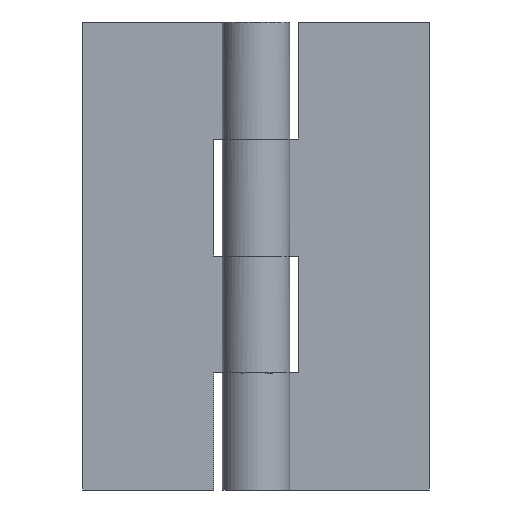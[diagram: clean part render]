
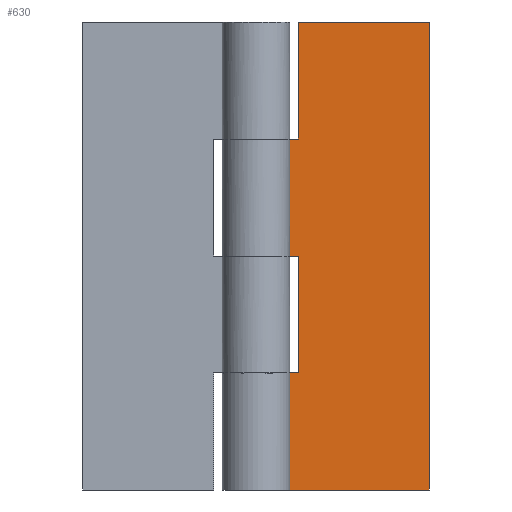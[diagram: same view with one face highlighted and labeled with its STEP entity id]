
A CAD part, front view. The second image highlights one B-rep face of the part: STEP entity #630.
In plain terms, the highlighted free-form (B-spline) face has degree [1, 1] with [2, 2] control points.
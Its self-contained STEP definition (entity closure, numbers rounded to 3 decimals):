
#49=CARTESIAN_POINT('',(2.25,1.0,25.0));
#50=VERTEX_POINT('',#49);
#65=CARTESIAN_POINT('',(2.25,1.0,18.75));
#66=VERTEX_POINT('',#65);
#72=CARTESIAN_POINT('',(2.25,1.0,25.0));
#73=CARTESIAN_POINT('',(2.25,1.0,18.75));
#74=QUASI_UNIFORM_CURVE('',1,(#72,#73),.UNSPECIFIED.,.F.,.U.);
#75=EDGE_CURVE('',#50,#66,#74,.T.);
#115=CARTESIAN_POINT('',(0.0,1.0,18.75));
#116=VERTEX_POINT('',#115);
#136=CARTESIAN_POINT('',(2.25,1.0,18.75));
#137=CARTESIAN_POINT('',(0.0,1.0,18.75));
#138=QUASI_UNIFORM_CURVE('',1,(#136,#137),.UNSPECIFIED.,.F.,.U.);
#139=EDGE_CURVE('',#66,#116,#138,.T.);
#178=CARTESIAN_POINT('',(2.25,1.0,12.5));
#179=VERTEX_POINT('',#178);
#185=CARTESIAN_POINT('',(0.0,1.0,12.5));
#186=VERTEX_POINT('',#185);
#187=CARTESIAN_POINT('',(0.0,1.0,12.5));
#188=CARTESIAN_POINT('',(2.25,1.0,12.5));
#189=QUASI_UNIFORM_CURVE('',1,(#187,#188),.UNSPECIFIED.,.F.,.U.);
#190=EDGE_CURVE('',#186,#179,#189,.T.);
#255=CARTESIAN_POINT('',(2.25,1.0,6.25));
#256=VERTEX_POINT('',#255);
#262=CARTESIAN_POINT('',(2.25,1.0,12.5));
#263=CARTESIAN_POINT('',(2.25,1.0,6.25));
#264=QUASI_UNIFORM_CURVE('',1,(#262,#263),.UNSPECIFIED.,.F.,.U.);
#265=EDGE_CURVE('',#179,#256,#264,.T.);
#305=CARTESIAN_POINT('',(0.0,1.0,6.25));
#306=VERTEX_POINT('',#305);
#326=CARTESIAN_POINT('',(2.25,1.0,6.25));
#327=CARTESIAN_POINT('',(0.0,1.0,6.25));
#328=QUASI_UNIFORM_CURVE('',1,(#326,#327),.UNSPECIFIED.,.F.,.U.);
#329=EDGE_CURVE('',#256,#306,#328,.T.);
#382=CARTESIAN_POINT('',(9.25,1.0,0.0));
#383=VERTEX_POINT('',#382);
#389=CARTESIAN_POINT('',(0.0,1.0,0.0));
#390=VERTEX_POINT('',#389);
#391=CARTESIAN_POINT('',(9.25,1.0,0.0));
#392=CARTESIAN_POINT('',(0.0,1.0,0.0));
#393=QUASI_UNIFORM_CURVE('',1,(#391,#392),.UNSPECIFIED.,.F.,.U.);
#394=EDGE_CURVE('',#383,#390,#393,.T.);
#438=CARTESIAN_POINT('',(9.25,1.0,25.0));
#439=VERTEX_POINT('',#438);
#445=CARTESIAN_POINT('',(9.25,1.0,25.0));
#446=CARTESIAN_POINT('',(9.25,1.0,0.0));
#447=QUASI_UNIFORM_CURVE('',1,(#445,#446),.UNSPECIFIED.,.F.,.U.);
#448=EDGE_CURVE('',#439,#383,#447,.T.);
#498=CARTESIAN_POINT('',(0.0,1.0,6.25));
#499=CARTESIAN_POINT('',(0.0,1.0,0.0));
#500=QUASI_UNIFORM_CURVE('',1,(#498,#499),.UNSPECIFIED.,.F.,.U.);
#501=EDGE_CURVE('',#306,#390,#500,.T.);
#546=CARTESIAN_POINT('',(9.25,1.0,25.0));
#547=CARTESIAN_POINT('',(2.25,1.0,25.0));
#548=QUASI_UNIFORM_CURVE('',1,(#546,#547),.UNSPECIFIED.,.F.,.U.);
#549=EDGE_CURVE('',#439,#50,#548,.T.);
#605=CARTESIAN_POINT('',(0.0,1.0,18.75));
#606=CARTESIAN_POINT('',(0.0,1.0,12.5));
#607=QUASI_UNIFORM_CURVE('',1,(#605,#606),.UNSPECIFIED.,.F.,.U.);
#608=EDGE_CURVE('',#116,#186,#607,.T.);
#613=CARTESIAN_POINT('',(-0.462,1.0,26.249));
#614=CARTESIAN_POINT('',(-0.462,1.0,-1.249));
#615=CARTESIAN_POINT('',(9.712,1.0,26.249));
#616=CARTESIAN_POINT('',(9.712,1.0,-1.249));
#617=B_SPLINE_SURFACE_WITH_KNOTS('',1,1,((#613,#615),(#614,#616)),.UNSPECIFIED.,.F.,.F.,.U.,(2,2),(2,2),(0.0,27.498),(0.0,10.174),.UNSPECIFIED.);
#618=ORIENTED_EDGE('',*,*,#75,.T.);
#619=ORIENTED_EDGE('',*,*,#139,.T.);
#620=ORIENTED_EDGE('',*,*,#608,.T.);
#621=ORIENTED_EDGE('',*,*,#190,.T.);
#622=ORIENTED_EDGE('',*,*,#265,.T.);
#623=ORIENTED_EDGE('',*,*,#329,.T.);
#624=ORIENTED_EDGE('',*,*,#501,.T.);
#625=ORIENTED_EDGE('',*,*,#394,.F.);
#626=ORIENTED_EDGE('',*,*,#448,.F.);
#627=ORIENTED_EDGE('',*,*,#549,.T.);
#628=EDGE_LOOP('',(#618,#619,#620,#621,#622,#623,#624,#625,#626,#627));
#629=FACE_OUTER_BOUND('',#628,.T.);
#630=ADVANCED_FACE('',(#629),#617,.T.);
